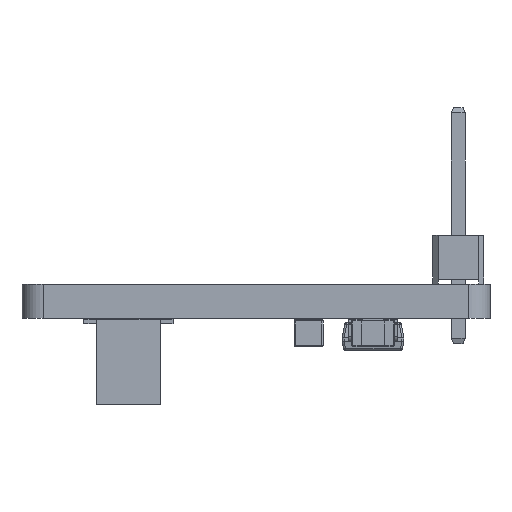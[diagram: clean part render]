
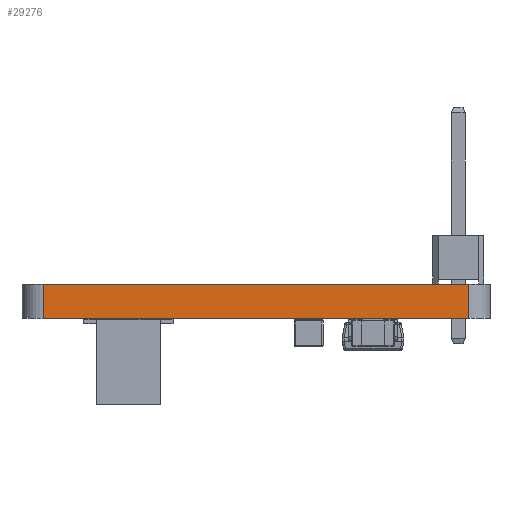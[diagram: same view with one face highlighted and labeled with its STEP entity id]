
A CAD part, left-side view. The second image highlights one B-rep face of the part: STEP entity #29276.
In plain terms, the highlighted planar face has unit normal (-1, 0, 0).
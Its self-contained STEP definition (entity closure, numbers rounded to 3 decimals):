
#28315 = PLANE('',#28316);
#28316 = AXIS2_PLACEMENT_3D('',#28317,#28318,#28319);
#28317 = CARTESIAN_POINT('',(11.,11.,1.6));
#28318 = DIRECTION('',(0.,0.,1.));
#28319 = DIRECTION('',(1.,0.,-0.));
#28343 = CYLINDRICAL_SURFACE('',#28344,1.);
#28344 = AXIS2_PLACEMENT_3D('',#28345,#28346,#28347);
#28345 = CARTESIAN_POINT('',(1.,21.,0.));
#28346 = DIRECTION('',(-0.,-0.,-1.));
#28347 = DIRECTION('',(1.,0.,-0.));
#28369 = PLANE('',#28370);
#28370 = AXIS2_PLACEMENT_3D('',#28371,#28372,#28373);
#28371 = CARTESIAN_POINT('',(11.,11.,0.));
#28372 = DIRECTION('',(0.,0.,1.));
#28373 = DIRECTION('',(1.,0.,-0.));
#28464 = VERTEX_POINT('',#28465);
#28465 = CARTESIAN_POINT('',(0.,21.,1.6));
#28487 = EDGE_CURVE('',#28488,#28464,#28490,.T.);
#28488 = VERTEX_POINT('',#28489);
#28489 = CARTESIAN_POINT('',(0.,21.,0.));
#28490 = SURFACE_CURVE('',#28491,(#28495,#28502),.PCURVE_S1.);
#28491 = LINE('',#28492,#28493);
#28492 = CARTESIAN_POINT('',(0.,21.,0.));
#28493 = VECTOR('',#28494,1.);
#28494 = DIRECTION('',(0.,0.,1.));
#28495 = PCURVE('',#28343,#28496);
#28496 = DEFINITIONAL_REPRESENTATION('',(#28497),#28501);
#28497 = LINE('',#28498,#28499);
#28498 = CARTESIAN_POINT('',(-3.142,0.));
#28499 = VECTOR('',#28500,1.);
#28500 = DIRECTION('',(-0.,-1.));
#28501 = ( GEOMETRIC_REPRESENTATION_CONTEXT(2) 
PARAMETRIC_REPRESENTATION_CONTEXT() REPRESENTATION_CONTEXT('2D SPACE',''
  ) );
#28502 = PCURVE('',#28503,#28508);
#28503 = PLANE('',#28504);
#28504 = AXIS2_PLACEMENT_3D('',#28505,#28506,#28507);
#28505 = CARTESIAN_POINT('',(0.,21.,0.));
#28506 = DIRECTION('',(1.,0.,-0.));
#28507 = DIRECTION('',(0.,-1.,0.));
#28508 = DEFINITIONAL_REPRESENTATION('',(#28509),#28513);
#28509 = LINE('',#28510,#28511);
#28510 = CARTESIAN_POINT('',(0.,0.));
#28511 = VECTOR('',#28512,1.);
#28512 = DIRECTION('',(0.,-1.));
#28513 = ( GEOMETRIC_REPRESENTATION_CONTEXT(2) 
PARAMETRIC_REPRESENTATION_CONTEXT() REPRESENTATION_CONTEXT('2D SPACE',''
  ) );
#28542 = EDGE_CURVE('',#28488,#28543,#28545,.T.);
#28543 = VERTEX_POINT('',#28544);
#28544 = CARTESIAN_POINT('',(0.,1.,0.));
#28545 = SURFACE_CURVE('',#28546,(#28550,#28557),.PCURVE_S1.);
#28546 = LINE('',#28547,#28548);
#28547 = CARTESIAN_POINT('',(0.,21.,0.));
#28548 = VECTOR('',#28549,1.);
#28549 = DIRECTION('',(0.,-1.,0.));
#28550 = PCURVE('',#28369,#28551);
#28551 = DEFINITIONAL_REPRESENTATION('',(#28552),#28556);
#28552 = LINE('',#28553,#28554);
#28553 = CARTESIAN_POINT('',(-11.,10.));
#28554 = VECTOR('',#28555,1.);
#28555 = DIRECTION('',(0.,-1.));
#28556 = ( GEOMETRIC_REPRESENTATION_CONTEXT(2) 
PARAMETRIC_REPRESENTATION_CONTEXT() REPRESENTATION_CONTEXT('2D SPACE',''
  ) );
#28557 = PCURVE('',#28503,#28558);
#28558 = DEFINITIONAL_REPRESENTATION('',(#28559),#28563);
#28559 = LINE('',#28560,#28561);
#28560 = CARTESIAN_POINT('',(0.,0.));
#28561 = VECTOR('',#28562,1.);
#28562 = DIRECTION('',(1.,0.));
#28563 = ( GEOMETRIC_REPRESENTATION_CONTEXT(2) 
PARAMETRIC_REPRESENTATION_CONTEXT() REPRESENTATION_CONTEXT('2D SPACE',''
  ) );
#28582 = CYLINDRICAL_SURFACE('',#28583,1.);
#28583 = AXIS2_PLACEMENT_3D('',#28584,#28585,#28586);
#28584 = CARTESIAN_POINT('',(1.,1.,0.));
#28585 = DIRECTION('',(-0.,-0.,-1.));
#28586 = DIRECTION('',(1.,0.,-0.));
#28926 = EDGE_CURVE('',#28464,#28927,#28929,.T.);
#28927 = VERTEX_POINT('',#28928);
#28928 = CARTESIAN_POINT('',(0.,1.,1.6));
#28929 = SURFACE_CURVE('',#28930,(#28934,#28941),.PCURVE_S1.);
#28930 = LINE('',#28931,#28932);
#28931 = CARTESIAN_POINT('',(0.,21.,1.6));
#28932 = VECTOR('',#28933,1.);
#28933 = DIRECTION('',(0.,-1.,0.));
#28934 = PCURVE('',#28315,#28935);
#28935 = DEFINITIONAL_REPRESENTATION('',(#28936),#28940);
#28936 = LINE('',#28937,#28938);
#28937 = CARTESIAN_POINT('',(-11.,10.));
#28938 = VECTOR('',#28939,1.);
#28939 = DIRECTION('',(0.,-1.));
#28940 = ( GEOMETRIC_REPRESENTATION_CONTEXT(2) 
PARAMETRIC_REPRESENTATION_CONTEXT() REPRESENTATION_CONTEXT('2D SPACE',''
  ) );
#28941 = PCURVE('',#28503,#28942);
#28942 = DEFINITIONAL_REPRESENTATION('',(#28943),#28947);
#28943 = LINE('',#28944,#28945);
#28944 = CARTESIAN_POINT('',(0.,-1.6));
#28945 = VECTOR('',#28946,1.);
#28946 = DIRECTION('',(1.,0.));
#28947 = ( GEOMETRIC_REPRESENTATION_CONTEXT(2) 
PARAMETRIC_REPRESENTATION_CONTEXT() REPRESENTATION_CONTEXT('2D SPACE',''
  ) );
#29276 = ADVANCED_FACE('',(#29277),#28503,.F.);
#29277 = FACE_BOUND('',#29278,.F.);
#29278 = EDGE_LOOP('',(#29279,#29280,#29281,#29302));
#29279 = ORIENTED_EDGE('',*,*,#28487,.T.);
#29280 = ORIENTED_EDGE('',*,*,#28926,.T.);
#29281 = ORIENTED_EDGE('',*,*,#29282,.F.);
#29282 = EDGE_CURVE('',#28543,#28927,#29283,.T.);
#29283 = SURFACE_CURVE('',#29284,(#29288,#29295),.PCURVE_S1.);
#29284 = LINE('',#29285,#29286);
#29285 = CARTESIAN_POINT('',(0.,1.,0.));
#29286 = VECTOR('',#29287,1.);
#29287 = DIRECTION('',(0.,0.,1.));
#29288 = PCURVE('',#28503,#29289);
#29289 = DEFINITIONAL_REPRESENTATION('',(#29290),#29294);
#29290 = LINE('',#29291,#29292);
#29291 = CARTESIAN_POINT('',(20.,0.));
#29292 = VECTOR('',#29293,1.);
#29293 = DIRECTION('',(0.,-1.));
#29294 = ( GEOMETRIC_REPRESENTATION_CONTEXT(2) 
PARAMETRIC_REPRESENTATION_CONTEXT() REPRESENTATION_CONTEXT('2D SPACE',''
  ) );
#29295 = PCURVE('',#28582,#29296);
#29296 = DEFINITIONAL_REPRESENTATION('',(#29297),#29301);
#29297 = LINE('',#29298,#29299);
#29298 = CARTESIAN_POINT('',(-3.142,0.));
#29299 = VECTOR('',#29300,1.);
#29300 = DIRECTION('',(-0.,-1.));
#29301 = ( GEOMETRIC_REPRESENTATION_CONTEXT(2) 
PARAMETRIC_REPRESENTATION_CONTEXT() REPRESENTATION_CONTEXT('2D SPACE',''
  ) );
#29302 = ORIENTED_EDGE('',*,*,#28542,.F.);
